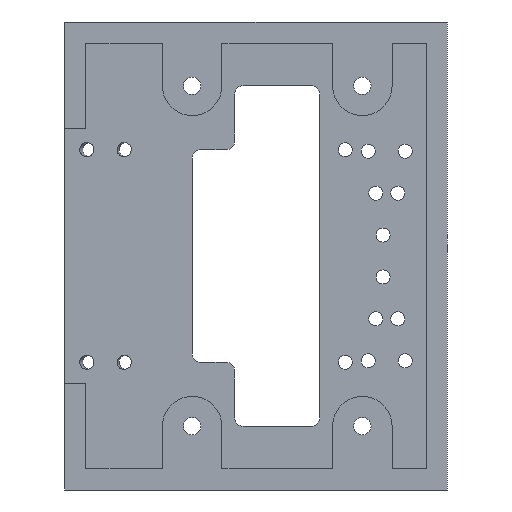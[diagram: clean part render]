
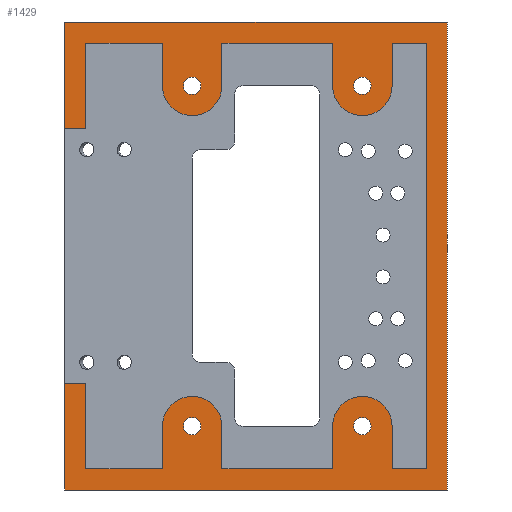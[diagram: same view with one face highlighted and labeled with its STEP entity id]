
A CAD part, front view. The second image highlights one B-rep face of the part: STEP entity #1429.
In plain terms, the highlighted planar face has unit normal (0, -1, 0).
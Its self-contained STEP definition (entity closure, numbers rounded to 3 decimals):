
#19=LINE('',#2104,#140);
#20=LINE('',#2106,#141);
#21=LINE('',#2108,#142);
#22=LINE('',#2112,#143);
#23=LINE('',#2114,#144);
#24=LINE('',#2116,#145);
#25=LINE('',#2118,#146);
#26=LINE('',#2120,#147);
#27=LINE('',#2124,#148);
#28=LINE('',#2126,#149);
#29=LINE('',#2128,#150);
#30=LINE('',#2132,#151);
#31=LINE('',#2134,#152);
#32=LINE('',#2136,#153);
#33=LINE('',#2138,#154);
#34=LINE('',#2140,#155);
#35=LINE('',#2142,#156);
#36=LINE('',#2144,#157);
#37=LINE('',#2146,#158);
#38=LINE('',#2148,#159);
#39=LINE('',#2150,#160);
#40=LINE('',#2152,#161);
#41=LINE('',#2154,#162);
#42=LINE('',#2155,#163);
#140=VECTOR('',#1691,10.);
#141=VECTOR('',#1692,10.);
#142=VECTOR('',#1693,10.);
#143=VECTOR('',#1696,10.);
#144=VECTOR('',#1697,10.);
#145=VECTOR('',#1698,10.);
#146=VECTOR('',#1699,10.);
#147=VECTOR('',#1700,10.);
#148=VECTOR('',#1703,10.);
#149=VECTOR('',#1704,10.);
#150=VECTOR('',#1705,10.);
#151=VECTOR('',#1708,10.);
#152=VECTOR('',#1709,10.);
#153=VECTOR('',#1710,10.);
#154=VECTOR('',#1711,10.);
#155=VECTOR('',#1712,10.);
#156=VECTOR('',#1713,10.);
#157=VECTOR('',#1714,10.);
#158=VECTOR('',#1715,10.);
#159=VECTOR('',#1716,10.);
#160=VECTOR('',#1717,10.);
#161=VECTOR('',#1718,10.);
#162=VECTOR('',#1719,10.);
#163=VECTOR('',#1720,10.);
#265=PLANE('',#1519);
#307=FACE_BOUND('',#460,.T.);
#308=FACE_BOUND('',#461,.T.);
#309=FACE_BOUND('',#462,.T.);
#310=FACE_BOUND('',#463,.T.);
#377=FACE_OUTER_BOUND('',#459,.T.);
#459=EDGE_LOOP('',(#1013,#1014,#1015,#1016,#1017,#1018,#1019,#1020,#1021,
#1022,#1023,#1024,#1025,#1026,#1027,#1028,#1029,#1030,#1031,#1032,#1033,
#1034,#1035,#1036,#1037,#1038,#1039,#1040));
#460=EDGE_LOOP('',(#1041));
#461=EDGE_LOOP('',(#1042));
#462=EDGE_LOOP('',(#1043));
#463=EDGE_LOOP('',(#1044));
#605=CIRCLE('',#1520,7.);
#606=CIRCLE('',#1521,7.);
#607=CIRCLE('',#1522,7.);
#608=CIRCLE('',#1523,7.);
#609=CIRCLE('',#1524,2.05);
#610=CIRCLE('',#1525,2.05);
#611=CIRCLE('',#1526,2.05);
#612=CIRCLE('',#1527,2.05);
#673=VERTEX_POINT('',#2100);
#674=VERTEX_POINT('',#2101);
#675=VERTEX_POINT('',#2103);
#676=VERTEX_POINT('',#2105);
#677=VERTEX_POINT('',#2107);
#678=VERTEX_POINT('',#2109);
#679=VERTEX_POINT('',#2111);
#680=VERTEX_POINT('',#2113);
#681=VERTEX_POINT('',#2115);
#682=VERTEX_POINT('',#2117);
#683=VERTEX_POINT('',#2119);
#684=VERTEX_POINT('',#2121);
#685=VERTEX_POINT('',#2123);
#686=VERTEX_POINT('',#2125);
#687=VERTEX_POINT('',#2127);
#688=VERTEX_POINT('',#2129);
#689=VERTEX_POINT('',#2131);
#690=VERTEX_POINT('',#2133);
#691=VERTEX_POINT('',#2135);
#692=VERTEX_POINT('',#2137);
#693=VERTEX_POINT('',#2139);
#694=VERTEX_POINT('',#2141);
#695=VERTEX_POINT('',#2143);
#696=VERTEX_POINT('',#2145);
#697=VERTEX_POINT('',#2147);
#698=VERTEX_POINT('',#2149);
#699=VERTEX_POINT('',#2151);
#700=VERTEX_POINT('',#2153);
#701=VERTEX_POINT('',#2156);
#702=VERTEX_POINT('',#2158);
#703=VERTEX_POINT('',#2160);
#704=VERTEX_POINT('',#2162);
#820=EDGE_CURVE('',#673,#674,#605,.T.);
#821=EDGE_CURVE('',#675,#673,#19,.T.);
#822=EDGE_CURVE('',#676,#675,#20,.T.);
#823=EDGE_CURVE('',#677,#676,#21,.T.);
#824=EDGE_CURVE('',#678,#677,#606,.T.);
#825=EDGE_CURVE('',#679,#678,#22,.T.);
#826=EDGE_CURVE('',#680,#679,#23,.T.);
#827=EDGE_CURVE('',#681,#680,#24,.T.);
#828=EDGE_CURVE('',#682,#681,#25,.T.);
#829=EDGE_CURVE('',#683,#682,#26,.T.);
#830=EDGE_CURVE('',#684,#683,#607,.T.);
#831=EDGE_CURVE('',#685,#684,#27,.T.);
#832=EDGE_CURVE('',#686,#685,#28,.T.);
#833=EDGE_CURVE('',#687,#686,#29,.T.);
#834=EDGE_CURVE('',#688,#687,#608,.T.);
#835=EDGE_CURVE('',#689,#688,#30,.T.);
#836=EDGE_CURVE('',#690,#689,#31,.T.);
#837=EDGE_CURVE('',#691,#690,#32,.T.);
#838=EDGE_CURVE('',#692,#691,#33,.T.);
#839=EDGE_CURVE('',#693,#692,#34,.T.);
#840=EDGE_CURVE('',#694,#693,#35,.T.);
#841=EDGE_CURVE('',#695,#694,#36,.T.);
#842=EDGE_CURVE('',#696,#695,#37,.T.);
#843=EDGE_CURVE('',#697,#696,#38,.T.);
#844=EDGE_CURVE('',#698,#697,#39,.T.);
#845=EDGE_CURVE('',#699,#698,#40,.T.);
#846=EDGE_CURVE('',#700,#699,#41,.T.);
#847=EDGE_CURVE('',#674,#700,#42,.T.);
#848=EDGE_CURVE('',#701,#701,#609,.T.);
#849=EDGE_CURVE('',#702,#702,#610,.T.);
#850=EDGE_CURVE('',#703,#703,#611,.T.);
#851=EDGE_CURVE('',#704,#704,#612,.T.);
#1013=ORIENTED_EDGE('',*,*,#820,.F.);
#1014=ORIENTED_EDGE('',*,*,#821,.F.);
#1015=ORIENTED_EDGE('',*,*,#822,.F.);
#1016=ORIENTED_EDGE('',*,*,#823,.F.);
#1017=ORIENTED_EDGE('',*,*,#824,.F.);
#1018=ORIENTED_EDGE('',*,*,#825,.F.);
#1019=ORIENTED_EDGE('',*,*,#826,.F.);
#1020=ORIENTED_EDGE('',*,*,#827,.F.);
#1021=ORIENTED_EDGE('',*,*,#828,.F.);
#1022=ORIENTED_EDGE('',*,*,#829,.F.);
#1023=ORIENTED_EDGE('',*,*,#830,.F.);
#1024=ORIENTED_EDGE('',*,*,#831,.F.);
#1025=ORIENTED_EDGE('',*,*,#832,.F.);
#1026=ORIENTED_EDGE('',*,*,#833,.F.);
#1027=ORIENTED_EDGE('',*,*,#834,.F.);
#1028=ORIENTED_EDGE('',*,*,#835,.F.);
#1029=ORIENTED_EDGE('',*,*,#836,.F.);
#1030=ORIENTED_EDGE('',*,*,#837,.F.);
#1031=ORIENTED_EDGE('',*,*,#838,.F.);
#1032=ORIENTED_EDGE('',*,*,#839,.F.);
#1033=ORIENTED_EDGE('',*,*,#840,.F.);
#1034=ORIENTED_EDGE('',*,*,#841,.F.);
#1035=ORIENTED_EDGE('',*,*,#842,.F.);
#1036=ORIENTED_EDGE('',*,*,#843,.F.);
#1037=ORIENTED_EDGE('',*,*,#844,.F.);
#1038=ORIENTED_EDGE('',*,*,#845,.F.);
#1039=ORIENTED_EDGE('',*,*,#846,.F.);
#1040=ORIENTED_EDGE('',*,*,#847,.F.);
#1041=ORIENTED_EDGE('',*,*,#848,.F.);
#1042=ORIENTED_EDGE('',*,*,#849,.F.);
#1043=ORIENTED_EDGE('',*,*,#850,.F.);
#1044=ORIENTED_EDGE('',*,*,#851,.F.);
#1429=ADVANCED_FACE('',(#377,#307,#308,#309,#310),#265,.F.);
#1519=AXIS2_PLACEMENT_3D('',#2099,#1687,#1688);
#1520=AXIS2_PLACEMENT_3D('',#2102,#1689,#1690);
#1521=AXIS2_PLACEMENT_3D('',#2110,#1694,#1695);
#1522=AXIS2_PLACEMENT_3D('',#2122,#1701,#1702);
#1523=AXIS2_PLACEMENT_3D('',#2130,#1706,#1707);
#1524=AXIS2_PLACEMENT_3D('',#2157,#1721,#1722);
#1525=AXIS2_PLACEMENT_3D('',#2159,#1723,#1724);
#1526=AXIS2_PLACEMENT_3D('',#2161,#1725,#1726);
#1527=AXIS2_PLACEMENT_3D('',#2163,#1727,#1728);
#1687=DIRECTION('center_axis',(0.,1.,0.));
#1688=DIRECTION('ref_axis',(1.,0.,0.));
#1689=DIRECTION('center_axis',(0.,1.,0.));
#1690=DIRECTION('ref_axis',(1.,0.,0.));
#1691=DIRECTION('',(0.,0.,-1.));
#1692=DIRECTION('',(-1.,0.,0.));
#1693=DIRECTION('',(0.,0.,1.));
#1694=DIRECTION('center_axis',(0.,1.,0.));
#1695=DIRECTION('ref_axis',(1.,0.,0.));
#1696=DIRECTION('',(0.,0.,-1.));
#1697=DIRECTION('',(-1.,0.,0.));
#1698=DIRECTION('',(0.,0.,1.));
#1699=DIRECTION('',(1.,0.,0.));
#1700=DIRECTION('',(0.,0.,-1.));
#1701=DIRECTION('center_axis',(0.,1.,0.));
#1702=DIRECTION('ref_axis',(1.,0.,0.));
#1703=DIRECTION('',(0.,0.,1.));
#1704=DIRECTION('',(1.,0.,0.));
#1705=DIRECTION('',(0.,0.,-1.));
#1706=DIRECTION('center_axis',(0.,1.,0.));
#1707=DIRECTION('ref_axis',(1.,0.,0.));
#1708=DIRECTION('',(0.,0.,1.));
#1709=DIRECTION('',(1.,0.,0.));
#1710=DIRECTION('',(0.,0.,-1.));
#1711=DIRECTION('',(1.,0.,0.));
#1712=DIRECTION('',(0.,0.,1.));
#1713=DIRECTION('',(-1.,0.,0.));
#1714=DIRECTION('',(0.,0.,-1.));
#1715=DIRECTION('',(1.,0.,0.));
#1716=DIRECTION('',(0.,0.,1.));
#1717=DIRECTION('',(-1.,0.,0.));
#1718=DIRECTION('',(0.,0.,-1.));
#1719=DIRECTION('',(-1.,0.,0.));
#1720=DIRECTION('',(0.,0.,1.));
#1721=DIRECTION('center_axis',(0.,-1.,0.));
#1722=DIRECTION('ref_axis',(-1.,0.,0.));
#1723=DIRECTION('center_axis',(0.,-1.,0.));
#1724=DIRECTION('ref_axis',(-1.,0.,0.));
#1725=DIRECTION('center_axis',(0.,-1.,0.));
#1726=DIRECTION('ref_axis',(-1.,0.,0.));
#1727=DIRECTION('center_axis',(0.,-1.,0.));
#1728=DIRECTION('ref_axis',(-1.,0.,0.));
#2099=CARTESIAN_POINT('Origin',(-45.,6.,-20.));
#2100=CARTESIAN_POINT('',(-38.,6.,20.));
#2101=CARTESIAN_POINT('',(-52.,6.,20.));
#2102=CARTESIAN_POINT('Origin',(-45.,6.,20.));
#2103=CARTESIAN_POINT('',(-38.,6.,30.));
#2104=CARTESIAN_POINT('',(-38.,6.,0.));
#2105=CARTESIAN_POINT('',(-12.,6.,30.));
#2106=CARTESIAN_POINT('',(-57.5,6.,30.));
#2107=CARTESIAN_POINT('',(-12.,6.,20.));
#2108=CARTESIAN_POINT('',(-12.,6.,5.));
#2109=CARTESIAN_POINT('',(2.,6.,20.));
#2110=CARTESIAN_POINT('Origin',(-5.,6.,20.));
#2111=CARTESIAN_POINT('',(2.,6.,30.));
#2112=CARTESIAN_POINT('',(2.,6.,0.));
#2113=CARTESIAN_POINT('',(10.,6.,30.));
#2114=CARTESIAN_POINT('',(-57.5,6.,30.));
#2115=CARTESIAN_POINT('',(10.,6.,-70.));
#2116=CARTESIAN_POINT('',(10.,6.,-25.));
#2117=CARTESIAN_POINT('',(2.,6.,-70.));
#2118=CARTESIAN_POINT('',(-17.5,6.,-70.));
#2119=CARTESIAN_POINT('',(2.,6.,-60.));
#2120=CARTESIAN_POINT('',(2.,6.,-45.));
#2121=CARTESIAN_POINT('',(-12.,6.,-60.));
#2122=CARTESIAN_POINT('Origin',(-5.,6.,-60.));
#2123=CARTESIAN_POINT('',(-12.,6.,-70.));
#2124=CARTESIAN_POINT('',(-12.,6.,-40.));
#2125=CARTESIAN_POINT('',(-38.,6.,-70.));
#2126=CARTESIAN_POINT('',(-17.5,6.,-70.));
#2127=CARTESIAN_POINT('',(-38.,6.,-60.));
#2128=CARTESIAN_POINT('',(-38.,6.,-45.));
#2129=CARTESIAN_POINT('',(-52.,6.,-60.));
#2130=CARTESIAN_POINT('Origin',(-45.,6.,-60.));
#2131=CARTESIAN_POINT('',(-52.,6.,-70.));
#2132=CARTESIAN_POINT('',(-52.,6.,-40.));
#2133=CARTESIAN_POINT('',(-70.,6.,-70.));
#2134=CARTESIAN_POINT('',(-17.5,6.,-70.));
#2135=CARTESIAN_POINT('',(-70.,6.,-50.));
#2136=CARTESIAN_POINT('',(-70.,6.,-45.));
#2137=CARTESIAN_POINT('',(-75.,6.,-50.));
#2138=CARTESIAN_POINT('',(-57.5,6.,-50.));
#2139=CARTESIAN_POINT('',(-75.,6.,-75.));
#2140=CARTESIAN_POINT('',(-75.,6.,-47.5));
#2141=CARTESIAN_POINT('',(15.,6.,-75.));
#2142=CARTESIAN_POINT('',(-30.,6.,-75.));
#2143=CARTESIAN_POINT('',(15.,6.,35.));
#2144=CARTESIAN_POINT('',(15.,6.,7.5));
#2145=CARTESIAN_POINT('',(-75.,6.,35.));
#2146=CARTESIAN_POINT('',(-60.,6.,35.));
#2147=CARTESIAN_POINT('',(-75.,6.,10.));
#2148=CARTESIAN_POINT('',(-75.,6.,-47.5));
#2149=CARTESIAN_POINT('',(-70.,6.,10.));
#2150=CARTESIAN_POINT('',(-60.,6.,10.));
#2151=CARTESIAN_POINT('',(-70.,6.,30.));
#2152=CARTESIAN_POINT('',(-70.,6.,-5.));
#2153=CARTESIAN_POINT('',(-52.,6.,30.));
#2154=CARTESIAN_POINT('',(-57.5,6.,30.));
#2155=CARTESIAN_POINT('',(-52.,6.,5.));
#2156=CARTESIAN_POINT('',(-42.95,6.,-60.));
#2157=CARTESIAN_POINT('Origin',(-45.,6.,-60.));
#2158=CARTESIAN_POINT('',(-2.95,6.,20.));
#2159=CARTESIAN_POINT('Origin',(-5.,6.,20.));
#2160=CARTESIAN_POINT('',(-2.95,6.,-60.));
#2161=CARTESIAN_POINT('Origin',(-5.,6.,-60.));
#2162=CARTESIAN_POINT('',(-42.95,6.,20.));
#2163=CARTESIAN_POINT('Origin',(-45.,6.,20.));
